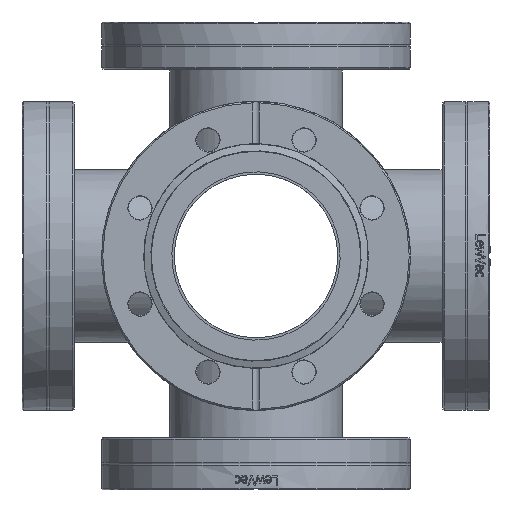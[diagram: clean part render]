
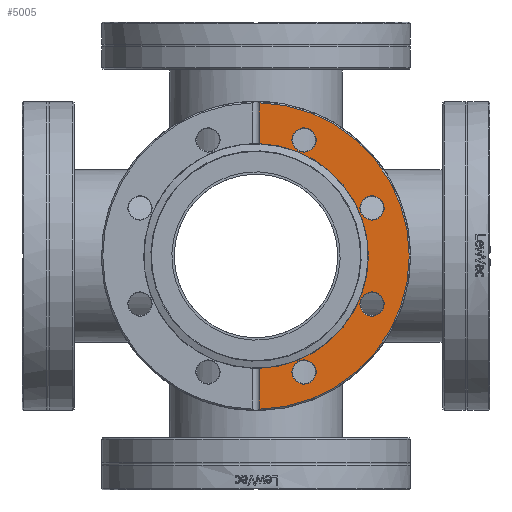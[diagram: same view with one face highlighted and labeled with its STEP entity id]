
A CAD part, front view. The second image highlights one B-rep face of the part: STEP entity #5005.
In plain terms, the highlighted face is planar.
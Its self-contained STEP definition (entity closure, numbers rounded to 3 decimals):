
#558=FACE_BOUND('',#1091,.T.);
#559=FACE_BOUND('',#1092,.T.);
#560=FACE_BOUND('',#1093,.T.);
#561=FACE_BOUND('',#1094,.T.);
#626=PLANE('',#5410);
#789=FACE_OUTER_BOUND('',#1090,.T.);
#1090=EDGE_LOOP('',(#3960,#3961,#3962,#3963));
#1091=EDGE_LOOP('',(#3964));
#1092=EDGE_LOOP('',(#3965));
#1093=EDGE_LOOP('',(#3966));
#1094=EDGE_LOOP('',(#3967));
#1305=LINE('',#8651,#1580);
#1391=LINE('',#20225,#1666);
#1580=VECTOR('',#5790,10.);
#1666=VECTOR('',#5960,10.);
#1881=CIRCLE('',#5321,56.25);
#1890=CIRCLE('',#5371,41.25);
#1914=CIRCLE('',#5411,4.45);
#1915=CIRCLE('',#5412,4.45);
#1916=CIRCLE('',#5413,4.45);
#1917=CIRCLE('',#5414,4.45);
#2137=VERTEX_POINT('',#8635);
#2138=VERTEX_POINT('',#8650);
#2139=VERTEX_POINT('',#8661);
#2233=VERTEX_POINT('',#20224);
#2263=VERTEX_POINT('',#20335);
#2264=VERTEX_POINT('',#20337);
#2265=VERTEX_POINT('',#20339);
#2266=VERTEX_POINT('',#20341);
#2655=EDGE_CURVE('',#2138,#2137,#1305,.T.);
#2657=EDGE_CURVE('',#2138,#2139,#1881,.T.);
#2835=EDGE_CURVE('',#2233,#2139,#1391,.T.);
#2844=EDGE_CURVE('',#2233,#2137,#1890,.T.);
#2884=EDGE_CURVE('',#2263,#2263,#1914,.T.);
#2885=EDGE_CURVE('',#2264,#2264,#1915,.T.);
#2886=EDGE_CURVE('',#2265,#2265,#1916,.T.);
#2887=EDGE_CURVE('',#2266,#2266,#1917,.T.);
#3960=ORIENTED_EDGE('',*,*,#2657,.F.);
#3961=ORIENTED_EDGE('',*,*,#2655,.T.);
#3962=ORIENTED_EDGE('',*,*,#2844,.F.);
#3963=ORIENTED_EDGE('',*,*,#2835,.T.);
#3964=ORIENTED_EDGE('',*,*,#2884,.F.);
#3965=ORIENTED_EDGE('',*,*,#2885,.F.);
#3966=ORIENTED_EDGE('',*,*,#2886,.F.);
#3967=ORIENTED_EDGE('',*,*,#2887,.F.);
#5005=ADVANCED_FACE('',(#789,#558,#559,#560,#561),#626,.T.);
#5321=AXIS2_PLACEMENT_3D('',#8662,#5793,#5794);
#5371=AXIS2_PLACEMENT_3D('',#20256,#5980,#5981);
#5410=AXIS2_PLACEMENT_3D('',#20334,#6074,#6075);
#5411=AXIS2_PLACEMENT_3D('',#20336,#6076,#6077);
#5412=AXIS2_PLACEMENT_3D('',#20338,#6078,#6079);
#5413=AXIS2_PLACEMENT_3D('',#20340,#6080,#6081);
#5414=AXIS2_PLACEMENT_3D('',#20342,#6082,#6083);
#5790=DIRECTION('',(-0.924,0.,-0.383));
#5793=DIRECTION('center_axis',(0.,-1.,0.));
#5794=DIRECTION('ref_axis',(-1.,0.,0.));
#5960=DIRECTION('',(-0.924,0.,-0.383));
#5980=DIRECTION('center_axis',(0.,1.,0.));
#5981=DIRECTION('ref_axis',(1.,0.,0.));
#6074=DIRECTION('center_axis',(0.,1.,0.));
#6075=DIRECTION('ref_axis',(0.,0.,1.));
#6076=DIRECTION('center_axis',(0.,1.,0.));
#6077=DIRECTION('ref_axis',(1.,0.,0.));
#6078=DIRECTION('center_axis',(0.,1.,0.));
#6079=DIRECTION('ref_axis',(0.,0.,1.));
#6080=DIRECTION('center_axis',(0.,1.,0.));
#6081=DIRECTION('ref_axis',(0.707,0.,0.707));
#6082=DIRECTION('center_axis',(0.,1.,0.));
#6083=DIRECTION('ref_axis',(0.707,0.,-0.707));
#8635=CARTESIAN_POINT('',(37.635,19.1,16.888));
#8650=CARTESIAN_POINT('',(51.497,19.1,22.63));
#8651=CARTESIAN_POINT('',(51.971,19.1,22.826));
#8661=CARTESIAN_POINT('',(-52.416,19.1,-20.412));
#8662=CARTESIAN_POINT('Origin',(0.,19.1,0.));
#20224=CARTESIAN_POINT('',(-38.553,19.1,-14.67));
#20225=CARTESIAN_POINT('',(51.971,19.1,22.826));
#20256=CARTESIAN_POINT('Origin',(0.,19.1,0.));
#20334=CARTESIAN_POINT('Origin',(-41.25,19.1,0.));
#20335=CARTESIAN_POINT('',(-4.45,19.1,46.1));
#20336=CARTESIAN_POINT('Origin',(0.,19.1,46.1));
#20337=CARTESIAN_POINT('',(-46.1,19.1,-4.45));
#20338=CARTESIAN_POINT('Origin',(-46.1,19.1,0.));
#20339=CARTESIAN_POINT('',(-35.744,19.1,29.451));
#20340=CARTESIAN_POINT('Origin',(-32.598,19.1,32.598));
#20341=CARTESIAN_POINT('',(29.451,19.1,35.744));
#20342=CARTESIAN_POINT('Origin',(32.598,19.1,32.598));
